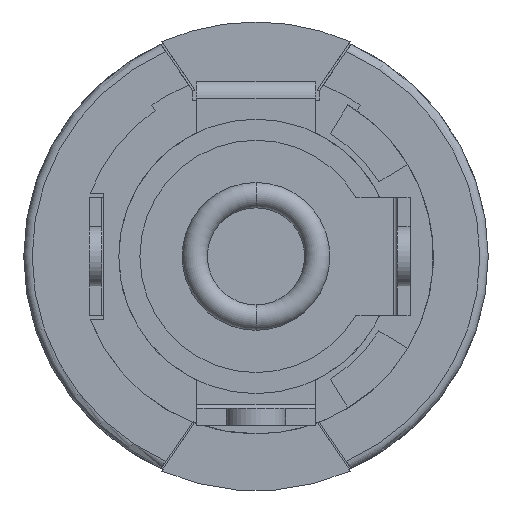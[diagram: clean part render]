
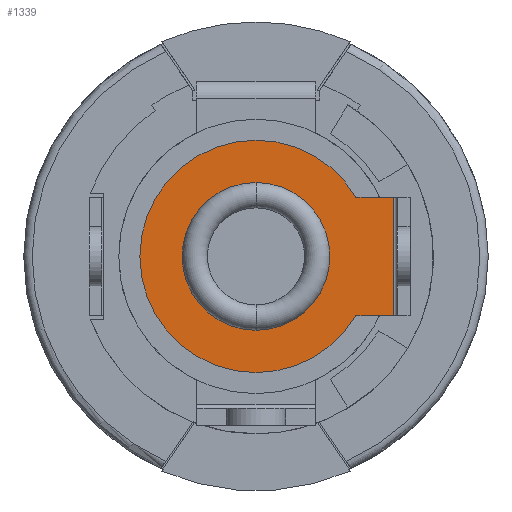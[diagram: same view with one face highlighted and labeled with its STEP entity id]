
A CAD part, front view. The second image highlights one B-rep face of the part: STEP entity #1339.
In plain terms, the highlighted planar face has unit normal (0, -1, 0).
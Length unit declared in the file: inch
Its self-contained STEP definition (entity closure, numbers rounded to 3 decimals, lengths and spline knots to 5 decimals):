
#16 = AXIS2_PLACEMENT_3D ( 'NONE', #1246, #721, #4138 ) ;
#119 = DIRECTION ( 'NONE',  ( 0., -1., 0. ) ) ;
#159 = ORIENTED_EDGE ( 'NONE', *, *, #366, .T. ) ;
#192 = EDGE_LOOP ( 'NONE', ( #5892, #709, #6305, #3493, #159, #1868 ) ) ;
#282 = VERTEX_POINT ( 'NONE', #6659 ) ;
#366 = EDGE_CURVE ( 'NONE', #282, #2393, #4736, .T. ) ;
#564 = EDGE_CURVE ( 'NONE', #4645, #4865, #2763, .T. ) ;
#666 = CARTESIAN_POINT ( 'NONE',  ( 0., -0.35039, 0. ) ) ;
#674 = AXIS2_PLACEMENT_3D ( 'NONE', #666, #119, #815 ) ;
#686 = VECTOR ( 'NONE', #6288, 39.37008 ) ;
#709 = ORIENTED_EDGE ( 'NONE', *, *, #1377, .T. ) ;
#721 = DIRECTION ( 'NONE',  ( 0., -1., 0. ) ) ;
#815 = DIRECTION ( 'NONE',  ( 0., 0., -1. ) ) ;
#901 = ORIENTED_EDGE ( 'NONE', *, *, #949, .F. ) ;
#935 = VERTEX_POINT ( 'NONE', #1382 ) ;
#949 = EDGE_CURVE ( 'NONE', #4287, #6819, #3279, .T. ) ;
#1142 = ORIENTED_EDGE ( 'NONE', *, *, #4875, .F. ) ;
#1246 = CARTESIAN_POINT ( 'NONE',  ( 0., -0.35039, 0. ) ) ;
#1339 = ADVANCED_FACE ( 'NONE', ( #4953, #1691 ), #3827, .T. ) ;
#1377 = EDGE_CURVE ( 'NONE', #4865, #2201, #4104, .T. ) ;
#1382 = CARTESIAN_POINT ( 'NONE',  ( 0.09319, -0.35039, 0.05512 ) ) ;
#1691 = FACE_BOUND ( 'NONE', #5516, .T. ) ;
#1831 = CIRCLE ( 'NONE', #5887, 0.0689 ) ;
#1868 = ORIENTED_EDGE ( 'NONE', *, *, #2467, .T. ) ;
#1929 = DIRECTION ( 'NONE',  ( 0., 0., -1. ) ) ;
#2201 = VERTEX_POINT ( 'NONE', #2296 ) ;
#2261 = CARTESIAN_POINT ( 'NONE',  ( 0., -0.35039, 0.0689 ) ) ;
#2296 = CARTESIAN_POINT ( 'NONE',  ( 0.12795, -0.35039, 0.05512 ) ) ;
#2393 = VERTEX_POINT ( 'NONE', #5980 ) ;
#2467 = EDGE_CURVE ( 'NONE', #2393, #4645, #3195, .T. ) ;
#2728 = DIRECTION ( 'NONE',  ( 0., 0., -1. ) ) ;
#2763 = LINE ( 'NONE', #3825, #5444 ) ;
#2886 = DIRECTION ( 'NONE',  ( -1., 0., 0. ) ) ;
#2997 = DIRECTION ( 'NONE',  ( 0., -1., 0. ) ) ;
#3195 = CIRCLE ( 'NONE', #16, 0.10827 ) ;
#3277 = CARTESIAN_POINT ( 'NONE',  ( 0., -0.35039, 0. ) ) ;
#3279 = CIRCLE ( 'NONE', #674, 0.0689 ) ;
#3448 = VECTOR ( 'NONE', #2886, 39.37008 ) ;
#3493 = ORIENTED_EDGE ( 'NONE', *, *, #4959, .T. ) ;
#3512 = LINE ( 'NONE', #3912, #3448 ) ;
#3825 = CARTESIAN_POINT ( 'NONE',  ( 0.13189, -0.35039, -0.05512 ) ) ;
#3827 = PLANE ( 'NONE',  #4884 ) ;
#3912 = CARTESIAN_POINT ( 'NONE',  ( 0.13189, -0.35039, 0.05512 ) ) ;
#4008 = DIRECTION ( 'NONE',  ( 0., -1., 0. ) ) ;
#4104 = LINE ( 'NONE', #5756, #686 ) ;
#4113 = CARTESIAN_POINT ( 'NONE',  ( 0., -0.35039, 0. ) ) ;
#4138 = DIRECTION ( 'NONE',  ( 0., 0., -1. ) ) ;
#4287 = VERTEX_POINT ( 'NONE', #2261 ) ;
#4326 = DIRECTION ( 'NONE',  ( 1., 0., 0. ) ) ;
#4438 = CARTESIAN_POINT ( 'NONE',  ( 0.09319, -0.35039, -0.05512 ) ) ;
#4645 = VERTEX_POINT ( 'NONE', #4438 ) ;
#4736 = CIRCLE ( 'NONE', #4859, 0.10827 ) ;
#4859 = AXIS2_PLACEMENT_3D ( 'NONE', #6837, #5094, #6186 ) ;
#4865 = VERTEX_POINT ( 'NONE', #6842 ) ;
#4875 = EDGE_CURVE ( 'NONE', #6819, #4287, #1831, .T. ) ;
#4884 = AXIS2_PLACEMENT_3D ( 'NONE', #3277, #6054, #2728 ) ;
#4953 = FACE_OUTER_BOUND ( 'NONE', #192, .T. ) ;
#4959 = EDGE_CURVE ( 'NONE', #935, #282, #5426, .T. ) ;
#5094 = DIRECTION ( 'NONE',  ( 0., -1., 0. ) ) ;
#5426 = CIRCLE ( 'NONE', #6228, 0.10827 ) ;
#5444 = VECTOR ( 'NONE', #4326, 39.37008 ) ;
#5516 = EDGE_LOOP ( 'NONE', ( #1142, #901 ) ) ;
#5756 = CARTESIAN_POINT ( 'NONE',  ( 0.12795, -0.35039, 0. ) ) ;
#5887 = AXIS2_PLACEMENT_3D ( 'NONE', #4113, #2997, #1929 ) ;
#5892 = ORIENTED_EDGE ( 'NONE', *, *, #564, .T. ) ;
#5980 = CARTESIAN_POINT ( 'NONE',  ( 0., -0.35039, -0.10827 ) ) ;
#6054 = DIRECTION ( 'NONE',  ( 0., -1., 0. ) ) ;
#6186 = DIRECTION ( 'NONE',  ( 0., 0., -1. ) ) ;
#6228 = AXIS2_PLACEMENT_3D ( 'NONE', #6697, #4008, #6760 ) ;
#6288 = DIRECTION ( 'NONE',  ( 0., 0., 1. ) ) ;
#6305 = ORIENTED_EDGE ( 'NONE', *, *, #6740, .T. ) ;
#6367 = CARTESIAN_POINT ( 'NONE',  ( 0., -0.35039, -0.0689 ) ) ;
#6659 = CARTESIAN_POINT ( 'NONE',  ( 0., -0.35039, 0.10827 ) ) ;
#6697 = CARTESIAN_POINT ( 'NONE',  ( 0., -0.35039, 0. ) ) ;
#6740 = EDGE_CURVE ( 'NONE', #2201, #935, #3512, .T. ) ;
#6760 = DIRECTION ( 'NONE',  ( 0., 0., -1. ) ) ;
#6819 = VERTEX_POINT ( 'NONE', #6367 ) ;
#6837 = CARTESIAN_POINT ( 'NONE',  ( 0., -0.35039, 0. ) ) ;
#6842 = CARTESIAN_POINT ( 'NONE',  ( 0.12795, -0.35039, -0.05512 ) ) ;
